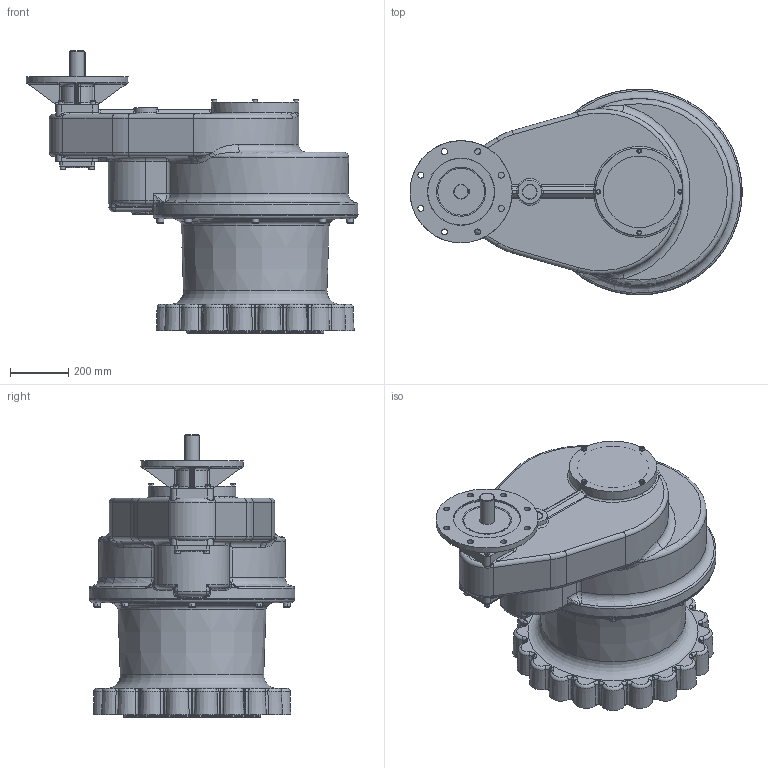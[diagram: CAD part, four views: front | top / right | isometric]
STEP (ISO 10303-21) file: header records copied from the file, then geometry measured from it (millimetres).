
FILE_DESCRIPTION( ( 'Unknown' ), '1' );
FILE_NAME( 'PUBIS21-6-F30-F60_simplified.stp', 'Unknown', ( 'Unknown' ), ( 'Unknown' ), 'PSStep 16.0.42', 'Unknown', ' ' );
FILE_SCHEMA( ( 'AUTOMOTIVE_DESIGN { 1 0 10303 214 1 1 1 1 }' ) );
Length unit declared in the file: millimetre
Products named in the file (1): 1
Bounding box: 1137.23 x 704.66 x 967.98 mm (x, y, z)
Volume: 97074319.7 mm3; surface area: 6376181.2 mm2
Topology: 1 solids, 46 shells, 2591 faces, 6773 edges, 4348 vertices
Faces by surface type: plane 1175, cylinder 744, bspline 278, torus 195, cone 158, sphere 22, extrusion 19
Full cylindrical faces by diameter (mm): 8.5 x4, 10 x4, 10.2 x4, 11.5 x4, 12 x8, 13 x4, 14 x12, 16 x12, 16.5 x12, 18 x8, 20.5 x8, 24 x8, 31.67 x40, 44.565 x1, 50 x7, 54.555 x1, 55 x1, 55.115 x1, 60 x3, 80 x2, 82 x1, 90 x3, 94 x1, 99.55 x1, 99.555 x1, 100 x1, 105 x6, 230.15 x1, 245 x1, 255.5 x1
Entity records: 155497 total; most frequent: CARTESIAN_POINT 76593, ORIENTED_EDGE 12346, DIRECTION 11510, EDGE_CURVE 6173, AXIS2_PLACEMENT_3D 4595, VERTEX_POINT 4166, EDGE_LOOP 3129, FACE_OUTER_BOUND 2836
